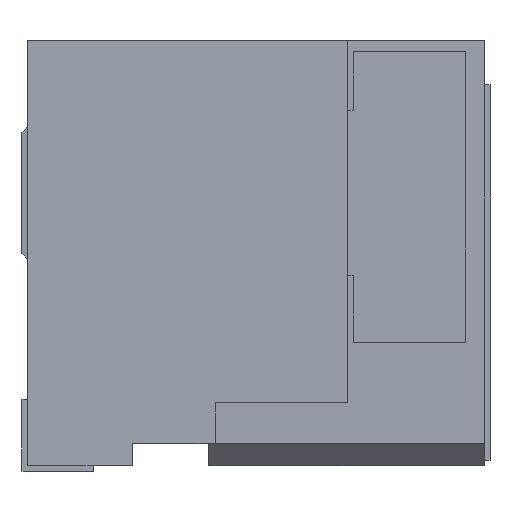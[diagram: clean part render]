
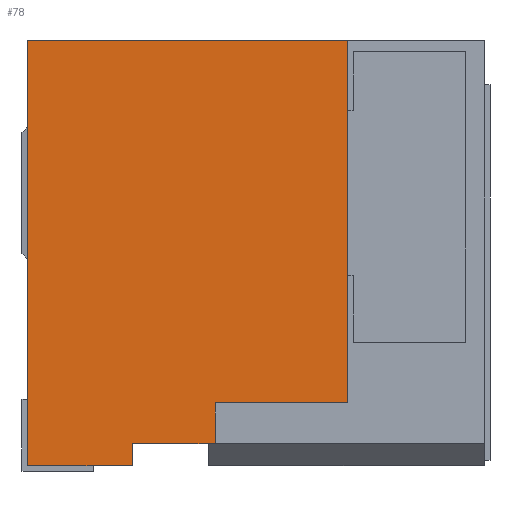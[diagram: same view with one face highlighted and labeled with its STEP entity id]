
A CAD part, left-side view. The second image highlights one B-rep face of the part: STEP entity #78.
In plain terms, the highlighted planar face has unit normal (-1, 0, 0).
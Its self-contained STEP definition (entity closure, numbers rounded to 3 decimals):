
#78=ADVANCED_FACE('',(#319),#203,.T.);
#203=PLANE('',#2510);
#319=FACE_OUTER_BOUND('',#447,.T.);
#447=EDGE_LOOP('',(#677,#678,#679,#680,#681,#682,#683,#684));
#677=ORIENTED_EDGE('',*,*,#1590,.T.);
#678=ORIENTED_EDGE('',*,*,#1591,.T.);
#679=ORIENTED_EDGE('',*,*,#1493,.T.);
#680=ORIENTED_EDGE('',*,*,#1592,.F.);
#681=ORIENTED_EDGE('',*,*,#1593,.F.);
#682=ORIENTED_EDGE('',*,*,#1594,.T.);
#683=ORIENTED_EDGE('',*,*,#1584,.T.);
#684=ORIENTED_EDGE('',*,*,#1595,.T.);
#1263=VERTEX_POINT('',#3257);
#1264=VERTEX_POINT('',#3259);
#1347=VERTEX_POINT('',#3437);
#1348=VERTEX_POINT('',#3439);
#1353=VERTEX_POINT('',#3451);
#1354=VERTEX_POINT('',#3452);
#1355=VERTEX_POINT('',#3455);
#1356=VERTEX_POINT('',#3457);
#1493=EDGE_CURVE('',#1264,#1263,#1838,.T.);
#1584=EDGE_CURVE('',#1348,#1347,#1925,.T.);
#1590=EDGE_CURVE('',#1353,#1354,#1931,.T.);
#1591=EDGE_CURVE('',#1354,#1264,#1932,.T.);
#1592=EDGE_CURVE('',#1355,#1263,#1933,.T.);
#1593=EDGE_CURVE('',#1356,#1355,#1934,.T.);
#1594=EDGE_CURVE('',#1356,#1348,#1935,.T.);
#1595=EDGE_CURVE('',#1347,#1353,#1936,.T.);
#1838=LINE('',#3258,#2171);
#1925=LINE('',#3438,#2258);
#1931=LINE('',#3450,#2264);
#1932=LINE('',#3453,#2265);
#1933=LINE('',#3454,#2266);
#1934=LINE('',#3456,#2267);
#1935=LINE('',#3458,#2268);
#1936=LINE('',#3459,#2269);
#2171=VECTOR('',#2644,1.);
#2258=VECTOR('',#2749,1.);
#2264=VECTOR('',#2757,1.);
#2265=VECTOR('',#2758,1.);
#2266=VECTOR('',#2759,1.);
#2267=VECTOR('',#2760,1.);
#2268=VECTOR('',#2761,1.);
#2269=VECTOR('',#2762,1.);
#2510=AXIS2_PLACEMENT_3D('',#3460,#2763,#2764);
#2644=DIRECTION('',(0.,1.,0.));
#2749=DIRECTION('',(0.,-1.,0.));
#2757=DIRECTION('',(0.,-1.,0.));
#2758=DIRECTION('',(0.,0.,1.));
#2759=DIRECTION('',(0.,0.,1.));
#2760=DIRECTION('',(0.,1.,0.));
#2761=DIRECTION('',(0.,0.,1.));
#2762=DIRECTION('',(0.,0.,1.));
#2763=DIRECTION('',(-1.,0.,0.));
#2764=DIRECTION('',(0.,0.,1.));
#3257=CARTESIAN_POINT('',(-3.5,8.45,3.335));
#3258=CARTESIAN_POINT('',(-3.5,8.45,3.335));
#3259=CARTESIAN_POINT('',(-3.5,5.55,3.335));
#3437=CARTESIAN_POINT('',(-3.5,6.75,-0.315));
#3438=CARTESIAN_POINT('',(-3.5,7.5,-0.315));
#3439=CARTESIAN_POINT('',(-3.5,7.5,-0.315));
#3450=CARTESIAN_POINT('',(-3.5,6.75,0.055));
#3451=CARTESIAN_POINT('',(-3.5,6.75,0.055));
#3452=CARTESIAN_POINT('',(-3.5,5.55,0.055));
#3453=CARTESIAN_POINT('',(-3.5,5.55,0.055));
#3454=CARTESIAN_POINT('',(-3.5,8.45,3.335));
#3455=CARTESIAN_POINT('',(-3.5,8.45,-0.515));
#3456=CARTESIAN_POINT('',(-3.5,8.45,-0.515));
#3457=CARTESIAN_POINT('',(-3.5,7.5,-0.515));
#3458=CARTESIAN_POINT('',(-3.5,7.5,-0.515));
#3459=CARTESIAN_POINT('',(-3.5,6.75,-0.315));
#3460=CARTESIAN_POINT('',(-3.5,8.45,3.335));
